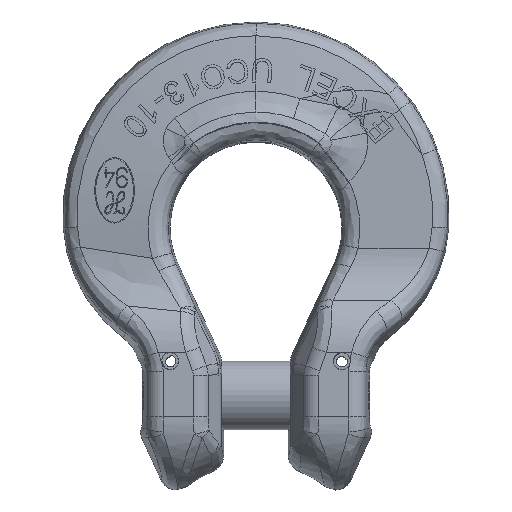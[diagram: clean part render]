
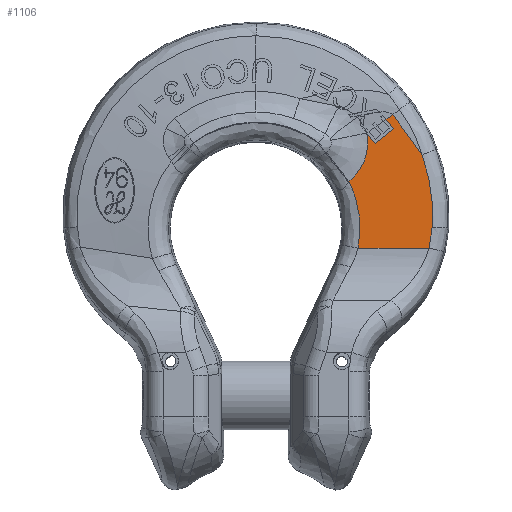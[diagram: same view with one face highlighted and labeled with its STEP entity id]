
A CAD part, top view. The second image highlights one B-rep face of the part: STEP entity #1106.
In plain terms, the highlighted planar face has unit normal (0, 0, 1).
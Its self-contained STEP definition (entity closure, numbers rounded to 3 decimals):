
#1106=ADVANCED_FACE('NONE',(#2867),#2868,.F.);
#2867=FACE_OUTER_BOUND('',#7341,.T.);
#2868=PLANE('',#7342);
#7341=EDGE_LOOP('',(#20412,#20413,#20414,#20415,#20416,#20417,#20418,#20419,#20420,#20421,#20422));
#7342=AXIS2_PLACEMENT_3D('',#20423,#20424,#20425);
#20412=ORIENTED_EDGE('',*,*,#26147,.F.);
#20413=ORIENTED_EDGE('',*,*,#26148,.F.);
#20414=ORIENTED_EDGE('',*,*,#26149,.F.);
#20415=ORIENTED_EDGE('',*,*,#26150,.F.);
#20416=ORIENTED_EDGE('',*,*,#26151,.F.);
#20417=ORIENTED_EDGE('',*,*,#26113,.F.);
#20418=ORIENTED_EDGE('',*,*,#26115,.T.);
#20419=ORIENTED_EDGE('',*,*,#26000,.F.);
#20420=ORIENTED_EDGE('',*,*,#26152,.F.);
#20421=ORIENTED_EDGE('',*,*,#26153,.F.);
#20422=ORIENTED_EDGE('',*,*,#26154,.F.);
#20423=CARTESIAN_POINT('',(17.22,-8.03,6.75));
#20424=DIRECTION('',(0.0,0.,-1.0));
#20425=DIRECTION('',(0.0,1.0,0.));
#26000=EDGE_CURVE('NONE',#29071,#29067,#29073,.T.);
#26113=EDGE_CURVE('NONE',#29216,#29220,#29228,.T.);
#26115=EDGE_CURVE('NONE',#29216,#29067,#29230,.T.);
#26147=EDGE_CURVE('NONE',#29273,#29274,#29275,.T.);
#26148=EDGE_CURVE('NONE',#29276,#29273,#29277,.T.);
#26149=EDGE_CURVE('NONE',#29278,#29276,#29279,.T.);
#26150=EDGE_CURVE('NONE',#29280,#29278,#29281,.T.);
#26151=EDGE_CURVE('NONE',#29220,#29280,#29282,.T.);
#26152=EDGE_CURVE('NONE',#29283,#29071,#29284,.T.);
#26153=EDGE_CURVE('NONE',#29285,#29283,#29286,.T.);
#26154=EDGE_CURVE('NONE',#29274,#29285,#29287,.T.);
#29067=VERTEX_POINT('NONE',#35312);
#29071=VERTEX_POINT('NONE',#35331);
#29073=(B_SPLINE_CURVE(3,(#35334,#35335,#35336,#35337),.UNSPECIFIED.,.F.,.F.)B_SPLINE_CURVE_WITH_KNOTS((4,4),(0.0,1.0),.UNSPECIFIED.)RATIONAL_B_SPLINE_CURVE((1.0,0.998,0.998,1.0))BOUNDED_CURVE()REPRESENTATION_ITEM('')GEOMETRIC_REPRESENTATION_ITEM()CURVE());
#29216=VERTEX_POINT('NONE',#36137);
#29220=VERTEX_POINT('NONE',#36146);
#29228=(B_SPLINE_CURVE(3,(#36212,#36213,#36214,#36215),.UNSPECIFIED.,.F.,.F.)B_SPLINE_CURVE_WITH_KNOTS((4,4),(0.0,1.0),.UNSPECIFIED.)RATIONAL_B_SPLINE_CURVE((1.0,0.964,0.964,1.0))BOUNDED_CURVE()REPRESENTATION_ITEM('')GEOMETRIC_REPRESENTATION_ITEM()CURVE());
#29230=LINE('',#36223,#36224);
#29273=VERTEX_POINT('NONE',#36504);
#29274=VERTEX_POINT('NONE',#36505);
#29275=LINE('',#36506,#36507);
#29276=VERTEX_POINT('NONE',#36508);
#29277=LINE('',#36509,#36510);
#29278=VERTEX_POINT('NONE',#36511);
#29279=LINE('',#36512,#36513);
#29280=VERTEX_POINT('NONE',#36514);
#29281=LINE('',#36515,#36516);
#29282=(B_SPLINE_CURVE(3,(#36518,#36519,#36520,#36521),.UNSPECIFIED.,.F.,.F.)B_SPLINE_CURVE_WITH_KNOTS((4,4),(0.0,1.0),.UNSPECIFIED.)RATIONAL_B_SPLINE_CURVE((1.0,0.9,0.9,1.0))BOUNDED_CURVE()REPRESENTATION_ITEM('')GEOMETRIC_REPRESENTATION_ITEM()CURVE());
#29283=VERTEX_POINT('NONE',#36528);
#29284=(B_SPLINE_CURVE(3,(#36530,#36531,#36532,#36533),.UNSPECIFIED.,.F.,.F.)B_SPLINE_CURVE_WITH_KNOTS((4,4),(0.0,1.0),.UNSPECIFIED.)RATIONAL_B_SPLINE_CURVE((1.0,0.986,0.986,1.0))BOUNDED_CURVE()REPRESENTATION_ITEM('')GEOMETRIC_REPRESENTATION_ITEM()CURVE());
#29285=VERTEX_POINT('NONE',#36540);
#29286=B_SPLINE_CURVE_WITH_KNOTS('',3,(#36541,#36542,#36543,#36544,#36545,#36546,#36547,#36548,#36549,#36550,#36551,#36552,#36553,#36554,#36555,#36556),.UNSPECIFIED.,.F.,.F.,(4,2,2,2,2,2,2,4),(0.0,0.126,0.189,0.251,0.314,0.377,0.503,1.0),.UNSPECIFIED.);
#29287=LINE('',#36557,#36558);
#35312=CARTESIAN_POINT('',(40.315,-4.67,6.75));
#35331=CARTESIAN_POINT('',(41.048,0.257,6.75));
#35334=CARTESIAN_POINT('',(41.048,0.257,6.75));
#35335=CARTESIAN_POINT('',(40.937,-1.403,6.75));
#35336=CARTESIAN_POINT('',(40.692,-3.049,6.75));
#35337=CARTESIAN_POINT('',(40.315,-4.67,6.75));
#36137=CARTESIAN_POINT('',(23.747,-4.67,6.75));
#36146=CARTESIAN_POINT('',(21.618,10.881,6.75));
#36212=CARTESIAN_POINT('',(23.747,-4.67,6.75));
#36213=CARTESIAN_POINT('',(24.795,0.655,6.75));
#36214=CARTESIAN_POINT('',(24.058,6.033,6.75));
#36215=CARTESIAN_POINT('',(21.618,10.881,6.75));
#36223=CARTESIAN_POINT('',(-69.0,-4.67,6.75));
#36224=VECTOR('',#50385,1000.0);
#36504=CARTESIAN_POINT('',(31.982,23.125,6.75));
#36505=CARTESIAN_POINT('',(30.268,25.264,6.75));
#36506=CARTESIAN_POINT('',(31.982,23.125,6.75));
#36507=VECTOR('',#50403,1000.0);
#36508=CARTESIAN_POINT('',(27.742,19.729,6.75));
#36509=CARTESIAN_POINT('',(27.742,19.729,6.75));
#36510=VECTOR('',#50404,1000.0);
#36511=CARTESIAN_POINT('',(25.809,22.142,6.75));
#36512=CARTESIAN_POINT('',(25.809,22.142,6.75));
#36513=VECTOR('',#50405,1000.0);
#36514=CARTESIAN_POINT('',(25.798,22.134,6.75));
#36515=CARTESIAN_POINT('',(25.798,22.134,6.75));
#36516=VECTOR('',#50406,1000.0);
#36518=CARTESIAN_POINT('',(21.618,10.881,6.75));
#36519=CARTESIAN_POINT('',(25.134,13.606,6.75));
#36520=CARTESIAN_POINT('',(26.683,17.775,6.75));
#36521=CARTESIAN_POINT('',(25.798,22.134,6.75));
#36528=CARTESIAN_POINT('',(38.657,17.075,6.75));
#36530=CARTESIAN_POINT('',(38.657,17.075,6.75));
#36531=CARTESIAN_POINT('',(40.622,11.677,6.75));
#36532=CARTESIAN_POINT('',(41.431,5.989,6.75));
#36533=CARTESIAN_POINT('',(41.048,0.257,6.75));
#36540=CARTESIAN_POINT('',(31.871,26.386,6.75));
#36541=CARTESIAN_POINT('',(31.871,26.386,6.75));
#36542=CARTESIAN_POINT('',(32.18,26.014,6.75));
#36543=CARTESIAN_POINT('',(32.483,25.637,6.75));
#36544=CARTESIAN_POINT('',(32.925,25.063,6.75));
#36545=CARTESIAN_POINT('',(33.07,24.869,6.75));
#36546=CARTESIAN_POINT('',(33.356,24.481,6.75));
#36547=CARTESIAN_POINT('',(33.498,24.285,6.75));
#36548=CARTESIAN_POINT('',(33.78,23.893,6.75));
#36549=CARTESIAN_POINT('',(33.92,23.696,6.75));
#36550=CARTESIAN_POINT('',(34.201,23.303,6.75));
#36551=CARTESIAN_POINT('',(34.341,23.107,6.75));
#36552=CARTESIAN_POINT('',(34.763,22.518,6.75));
#36553=CARTESIAN_POINT('',(35.044,22.125,6.75));
#36554=CARTESIAN_POINT('',(36.435,20.18,6.75));
#36555=CARTESIAN_POINT('',(37.546,18.627,6.75));
#36556=CARTESIAN_POINT('',(38.657,17.075,6.75));
#36557=CARTESIAN_POINT('',(30.268,25.264,6.75));
#36558=VECTOR('',#50407,1000.0);
#50385=DIRECTION('',(1.0,0.0,0.0));
#50403=DIRECTION('',(-0.625,0.78,0.));
#50404=DIRECTION('',(0.781,0.625,0.));
#50405=DIRECTION('',(0.625,-0.781,0.));
#50406=DIRECTION('',(0.819,0.574,0.));
#50407=DIRECTION('',(0.819,0.574,0.));
